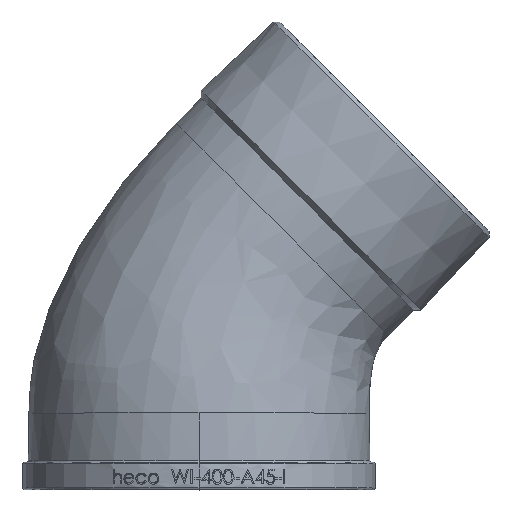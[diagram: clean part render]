
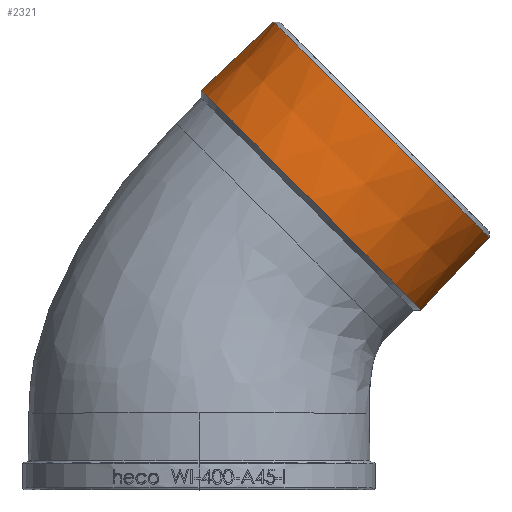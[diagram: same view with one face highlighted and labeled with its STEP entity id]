
A CAD part, top view. The second image highlights one B-rep face of the part: STEP entity #2321.
In plain terms, the highlighted conical face has half-angle 1.79 degrees and reference radius 56.515 mm.
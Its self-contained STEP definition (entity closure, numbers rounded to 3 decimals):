
#2321 = ADVANCED_FACE ( 'NONE', ( #15448 ), #5151, .T. ) ;
#3183 = EDGE_LOOP ( 'NONE', ( #20982, #3650, #8203, #17302 ) ) ;
#3650 = ORIENTED_EDGE ( 'NONE', *, *, #4865, .T. ) ;
#3892 = DIRECTION ( 'NONE',  ( -0.707, -0.707, 0. ) ) ;
#4176 = DIRECTION ( 'NONE',  ( 0.707, -0.707, 0. ) ) ;
#4296 = EDGE_CURVE ( 'NONE', #16637, #8180, #15489, .T. ) ;
#4606 = CARTESIAN_POINT ( 'NONE',  ( 49.922, 49.922, 0. ) ) ;
#4865 = EDGE_CURVE ( 'NONE', #8180, #11797, #21093, .T. ) ;
#5151 = CONICAL_SURFACE ( 'NONE', #8961, 56.515, 0.031 ) ;
#5473 = CARTESIAN_POINT ( 'NONE',  ( 41.012, 41.012, 0. ) ) ;
#5827 = DIRECTION ( 'NONE',  ( -0.707, -0.707, 0. ) ) ;
#7410 = DIRECTION ( 'NONE',  ( -0.685, -0.729, 0. ) ) ;
#7862 = DIRECTION ( 'NONE',  ( 0.707, -0.707, 0. ) ) ;
#8036 = AXIS2_PLACEMENT_3D ( 'NONE', #5473, #3892, #12342 ) ;
#8180 = VERTEX_POINT ( 'NONE', #18884 ) ;
#8203 = ORIENTED_EDGE ( 'NONE', *, *, #16948, .F. ) ;
#8961 = AXIS2_PLACEMENT_3D ( 'NONE', #4606, #11197, #7862 ) ;
#10575 = CIRCLE ( 'NONE', #8036, 56.909 ) ;
#10594 = VECTOR ( 'NONE', #18647, 1000. ) ;
#11197 = DIRECTION ( 'NONE',  ( -0.707, -0.707, 0. ) ) ;
#11797 = VERTEX_POINT ( 'NONE', #18754 ) ;
#12338 = VERTEX_POINT ( 'NONE', #14379 ) ;
#12342 = DIRECTION ( 'NONE',  ( 0.707, -0.707, 0. ) ) ;
#14099 = EDGE_CURVE ( 'NONE', #16637, #12338, #15494, .T. ) ;
#14379 = CARTESIAN_POINT ( 'NONE',  ( 81.253, 0.772, 0. ) ) ;
#14458 = CARTESIAN_POINT ( 'NONE',  ( 66.802, 66.802, 0. ) ) ;
#14491 = CARTESIAN_POINT ( 'NONE',  ( 106.237, 27.368, 0. ) ) ;
#15448 = FACE_OUTER_BOUND ( 'NONE', #3183, .T. ) ;
#15489 = CIRCLE ( 'NONE', #15784, 55.769 ) ;
#15494 = LINE ( 'NONE', #17872, #18475 ) ;
#15784 = AXIS2_PLACEMENT_3D ( 'NONE', #14458, #5827, #4176 ) ;
#16637 = VERTEX_POINT ( 'NONE', #14491 ) ;
#16948 = EDGE_CURVE ( 'NONE', #12338, #11797, #10575, .T. ) ;
#17302 = ORIENTED_EDGE ( 'NONE', *, *, #14099, .F. ) ;
#17872 = CARTESIAN_POINT ( 'NONE',  ( 89.884, 9.96, 0. ) ) ;
#18475 = VECTOR ( 'NONE', #7410, 1000. ) ;
#18647 = DIRECTION ( 'NONE',  ( -0.729, -0.685, 0. ) ) ;
#18754 = CARTESIAN_POINT ( 'NONE',  ( 0.772, 81.253, 0. ) ) ;
#18884 = CARTESIAN_POINT ( 'NONE',  ( 27.368, 106.237, 0. ) ) ;
#20581 = CARTESIAN_POINT ( 'NONE',  ( 9.96, 89.884, 0. ) ) ;
#20982 = ORIENTED_EDGE ( 'NONE', *, *, #4296, .T. ) ;
#21093 = LINE ( 'NONE', #20581, #10594 ) ;
